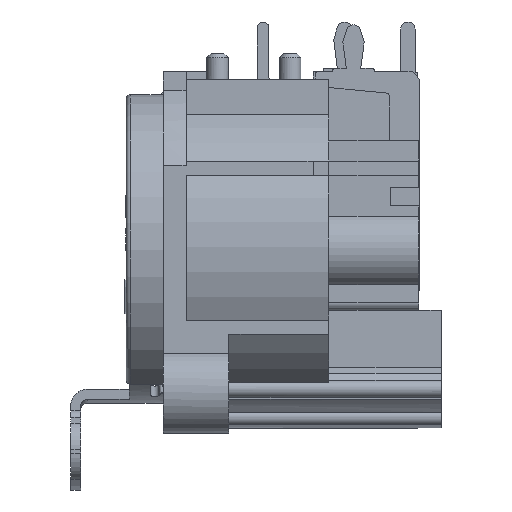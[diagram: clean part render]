
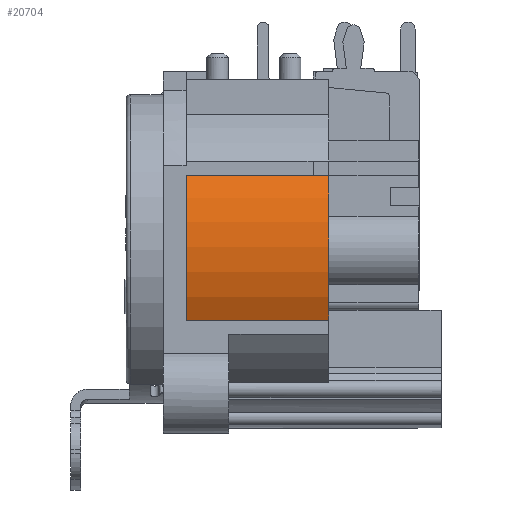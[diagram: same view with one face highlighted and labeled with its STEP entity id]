
A CAD part, left-side view. The second image highlights one B-rep face of the part: STEP entity #20704.
In plain terms, the highlighted cylindrical face has radius 10.85 mm (diameter 21.7 mm), a partial arc.
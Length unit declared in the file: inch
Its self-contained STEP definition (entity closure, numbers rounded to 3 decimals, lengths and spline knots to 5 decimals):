
#1654=FACE_OUTER_BOUND('',#2694,.T.);
#2694=EDGE_LOOP('',(#16531,#16532,#16533,#16534));
#4581=LINE('',#32722,#6903);
#4585=LINE('',#32731,#6907);
#6903=VECTOR('',#25641,0.3937);
#6907=VECTOR('',#25649,0.3937);
#8075=CIRCLE('',#21837,0.42717);
#8119=CIRCLE('',#22005,0.42717);
#9348=VERTEX_POINT('',#31981);
#9349=VERTEX_POINT('',#31983);
#9522=VERTEX_POINT('',#32721);
#9525=VERTEX_POINT('',#32729);
#11718=EDGE_CURVE('',#9348,#9349,#8075,.T.);
#12026=EDGE_CURVE('',#9348,#9522,#4581,.T.);
#12030=EDGE_CURVE('',#9525,#9522,#8119,.T.);
#12031=EDGE_CURVE('',#9525,#9349,#4585,.T.);
#16531=ORIENTED_EDGE('',*,*,#12030,.F.);
#16532=ORIENTED_EDGE('',*,*,#12031,.T.);
#16533=ORIENTED_EDGE('',*,*,#11718,.F.);
#16534=ORIENTED_EDGE('',*,*,#12026,.T.);
#19077=CYLINDRICAL_SURFACE('',#22004,0.42717);
#20704=ADVANCED_FACE('',(#1654),#19077,.T.);
#21837=AXIS2_PLACEMENT_3D('',#31984,#25059,#25060);
#22004=AXIS2_PLACEMENT_3D('',#32728,#25645,#25646);
#22005=AXIS2_PLACEMENT_3D('',#32730,#25647,#25648);
#25059=DIRECTION('center_axis',(0.,-1.,0.));
#25060=DIRECTION('ref_axis',(-1.,0.,0.));
#25641=DIRECTION('',(0.,1.,0.));
#25645=DIRECTION('center_axis',(0.,-1.,0.));
#25646=DIRECTION('ref_axis',(-1.,0.,0.));
#25647=DIRECTION('center_axis',(0.,1.,0.));
#25648=DIRECTION('ref_axis',(-1.,0.,0.));
#25649=DIRECTION('',(0.,-1.,0.));
#31981=CARTESIAN_POINT('',(-0.37383,-0.45669,0.20669));
#31983=CARTESIAN_POINT('',(-0.38112,-0.45669,-0.19291));
#31984=CARTESIAN_POINT('Origin',(0.,-0.45669,0.));
#32721=CARTESIAN_POINT('',(-0.37383,-0.06299,0.20669));
#32722=CARTESIAN_POINT('',(-0.37383,-0.45669,0.20669));
#32728=CARTESIAN_POINT('Origin',(0.,0.95071,0.));
#32729=CARTESIAN_POINT('',(-0.38112,-0.06299,-0.19291));
#32730=CARTESIAN_POINT('Origin',(0.,-0.06299,0.));
#32731=CARTESIAN_POINT('',(-0.38112,-0.06299,-0.19291));
